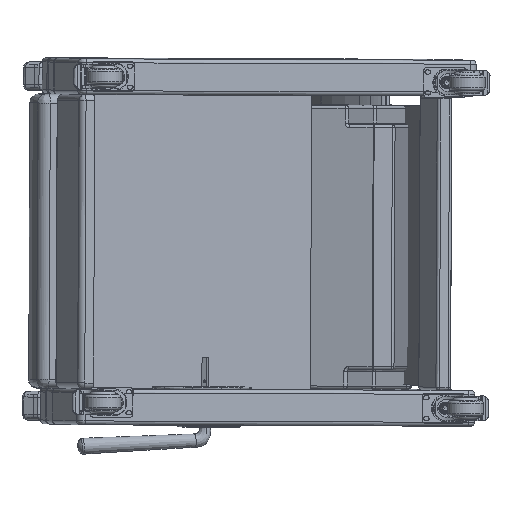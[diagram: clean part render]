
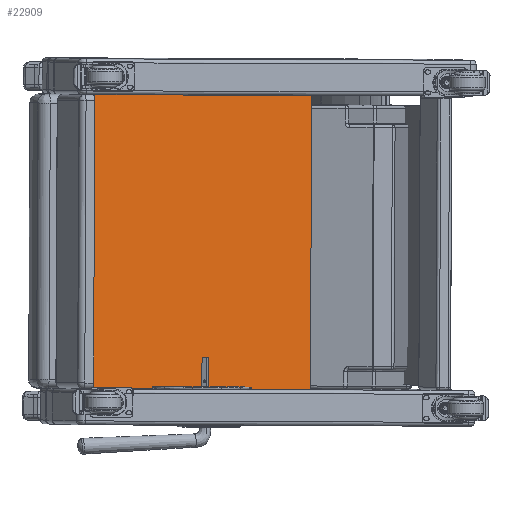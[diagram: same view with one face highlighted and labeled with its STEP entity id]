
A CAD part, front view. The second image highlights one B-rep face of the part: STEP entity #22909.
In plain terms, the highlighted face is planar.
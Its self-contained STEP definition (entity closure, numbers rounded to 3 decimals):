
#1442=PLANE('',#24969);
#2600=FACE_OUTER_BOUND('',#3997,.T.);
#3997=EDGE_LOOP('',(#16796,#16797,#16798,#16799));
#5425=LINE('',#43176,#6993);
#5432=LINE('',#43190,#7000);
#5434=LINE('',#43193,#7002);
#5440=LINE('',#43210,#7008);
#6993=VECTOR('',#28410,0.394);
#7000=VECTOR('',#28419,0.394);
#7002=VECTOR('',#28423,0.394);
#7008=VECTOR('',#28439,0.394);
#10046=VERTEX_POINT('',#43173);
#10047=VERTEX_POINT('',#43175);
#10052=VERTEX_POINT('',#43187);
#10053=VERTEX_POINT('',#43189);
#12676=EDGE_CURVE('',#10046,#10047,#5425,.T.);
#12683=EDGE_CURVE('',#10052,#10053,#5432,.T.);
#12685=EDGE_CURVE('',#10046,#10053,#5434,.T.);
#12691=EDGE_CURVE('',#10052,#10047,#5440,.T.);
#16796=ORIENTED_EDGE('',*,*,#12691,.T.);
#16797=ORIENTED_EDGE('',*,*,#12676,.F.);
#16798=ORIENTED_EDGE('',*,*,#12685,.T.);
#16799=ORIENTED_EDGE('',*,*,#12683,.F.);
#22909=ADVANCED_FACE('',(#2600),#1442,.T.);
#24969=AXIS2_PLACEMENT_3D('',#43211,#28440,#28441);
#28410=DIRECTION('',(1.,0.,0.));
#28419=DIRECTION('',(-1.,0.,0.));
#28423=DIRECTION('',(0.,0.,-1.));
#28439=DIRECTION('',(0.,0.,1.));
#28440=DIRECTION('center_axis',(0.,-1.,0.));
#28441=DIRECTION('ref_axis',(1.,0.,0.));
#43173=CARTESIAN_POINT('',(-12.334,-1.974,12.313));
#43175=CARTESIAN_POINT('',(6.683,-1.974,12.313));
#43176=CARTESIAN_POINT('',(-12.334,-1.974,12.313));
#43187=CARTESIAN_POINT('',(6.683,-1.974,-12.313));
#43189=CARTESIAN_POINT('',(-12.334,-1.974,-12.313));
#43190=CARTESIAN_POINT('',(-12.334,-1.974,-12.313));
#43193=CARTESIAN_POINT('',(-12.334,-1.974,0.));
#43210=CARTESIAN_POINT('',(6.683,-1.974,0.));
#43211=CARTESIAN_POINT('Origin',(-12.334,-1.974,0.));
